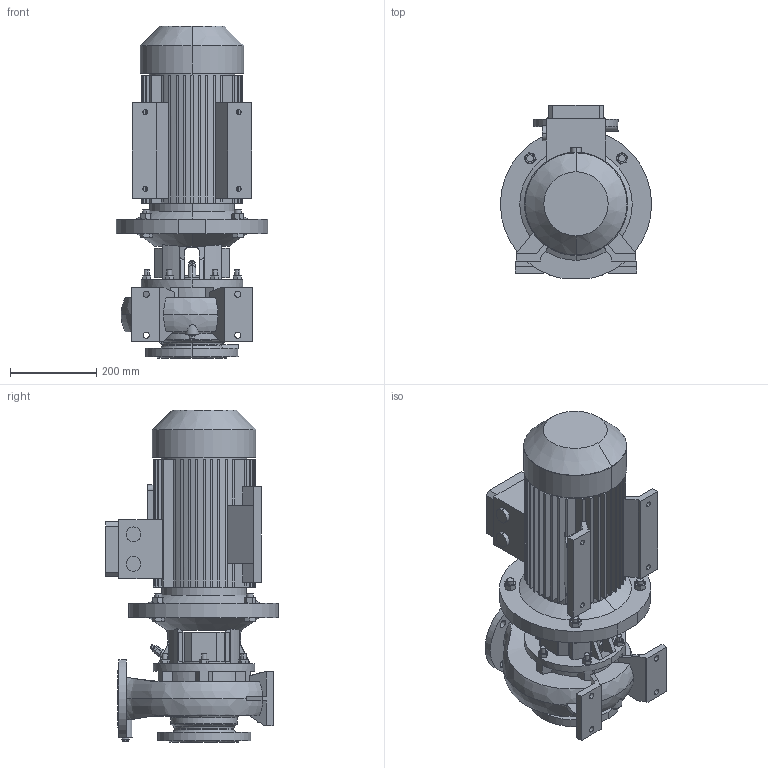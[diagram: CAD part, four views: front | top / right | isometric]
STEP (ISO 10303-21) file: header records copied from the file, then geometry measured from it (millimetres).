
FILE_DESCRIPTION (( 'STEP AP214' ), '1' );
FILE_NAME ('ﾌﾓ-311-200-ﾌ3-311-215-01-13.step', '2025-04-07T08:16:36', ( 'adb' ), ( '' ), 'SwSTEP 2.0', 'SolidWorks 2016', '' );
FILE_SCHEMA (( 'AUTOMOTIVE_DESIGN' ));
Length unit declared in the file: millimetre
Products named in the file (1): ﾌﾓ-311-200-ﾌ3-311-215-01-13
Bounding box: 349.99 x 400 x 768 mm (x, y, z)
Volume: 28822141.7 mm3; surface area: 2025247.7 mm2
Topology: 8 solids, 19 shells, 1038 faces, 2737 edges, 1792 vertices
Faces by surface type: plane 563, cylinder 355, cone 89, bspline 24, torus 7
Entity records: 52352 total; most frequent: CARTESIAN_POINT 15055, ORIENTED_EDGE 5470, DIRECTION 5229, EDGE_CURVE 2735, AXIS2_PLACEMENT_3D 1877, VERTEX_POINT 1792, VECTOR 1475, LINE 1475
